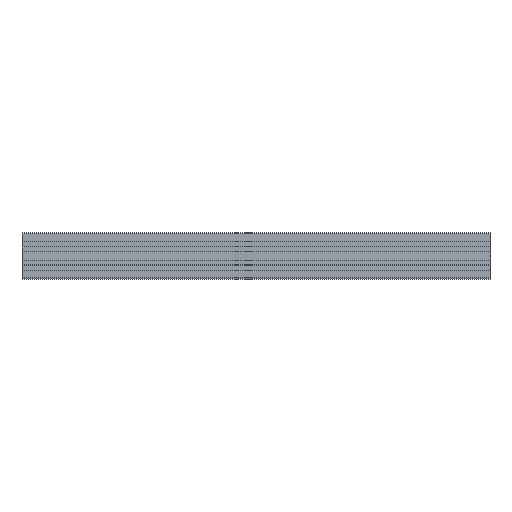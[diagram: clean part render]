
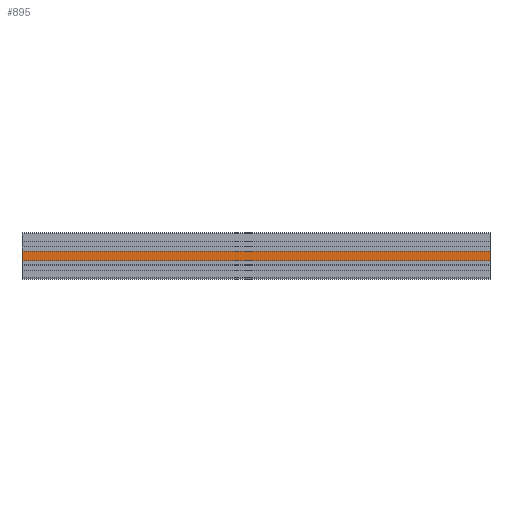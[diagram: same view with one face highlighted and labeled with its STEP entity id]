
A CAD part, top view. The second image highlights one B-rep face of the part: STEP entity #895.
In plain terms, the highlighted planar face has unit normal (0, 0, 1).
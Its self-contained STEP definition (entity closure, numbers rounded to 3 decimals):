
#895=ADVANCED_FACE('',(#1915),#1916,.T.);
#1915=FACE_OUTER_BOUND('',#3075,.T.);
#1916=PLANE('',#3076);
#3075=EDGE_LOOP('',(#5459,#5460,#5461,#5462));
#3076=AXIS2_PLACEMENT_3D('',#5463,#5464,#5465);
#5459=ORIENTED_EDGE('',*,*,#8245,.T.);
#5460=ORIENTED_EDGE('',*,*,#8246,.F.);
#5461=ORIENTED_EDGE('',*,*,#8247,.T.);
#5462=ORIENTED_EDGE('',*,*,#8242,.T.);
#5463=CARTESIAN_POINT('',(0.0,0.0,49.0));
#5464=DIRECTION('',(0.0,0.0,1.0));
#5465=DIRECTION('',(0.0,-1.0,0.0));
#8242=EDGE_CURVE('',#10242,#10240,#10243,.T.);
#8245=EDGE_CURVE('',#10240,#10246,#10247,.T.);
#8246=EDGE_CURVE('',#10248,#10246,#10249,.T.);
#8247=EDGE_CURVE('',#10248,#10242,#10250,.T.);
#10240=VERTEX_POINT('',#13179);
#10242=VERTEX_POINT('',#13182);
#10243=LINE('',#13183,#13184);
#10246=VERTEX_POINT('',#13188);
#10247=LINE('',#13189,#13190);
#10248=VERTEX_POINT('',#13191);
#10249=LINE('',#13192,#13193);
#10250=LINE('',#13194,#13195);
#13179=CARTESIAN_POINT('',(1000.0,-10.0,49.0));
#13182=CARTESIAN_POINT('',(0.0,-10.0,49.0));
#13183=CARTESIAN_POINT('',(0.0,-10.0,49.0));
#13184=VECTOR('',#15197,1.0);
#13188=CARTESIAN_POINT('',(1000.0,10.0,49.0));
#13189=CARTESIAN_POINT('',(1000.0,10.0,49.0));
#13190=VECTOR('',#15199,1.0);
#13191=CARTESIAN_POINT('',(0.0,10.0,49.0));
#13192=CARTESIAN_POINT('',(0.0,10.0,49.0));
#13193=VECTOR('',#15200,1.0);
#13194=CARTESIAN_POINT('',(0.0,10.0,49.0));
#13195=VECTOR('',#15201,1.0);
#15197=DIRECTION('',(1.0,0.0,0.0));
#15199=DIRECTION('',(0.0,1.0,0.0));
#15200=DIRECTION('',(1.0,0.0,0.0));
#15201=DIRECTION('',(0.0,-1.0,0.0));
